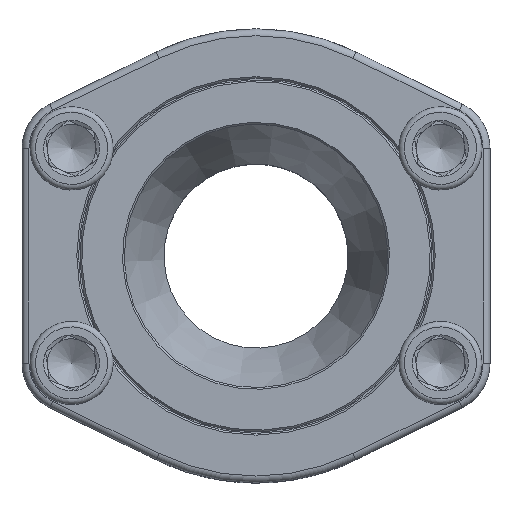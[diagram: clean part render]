
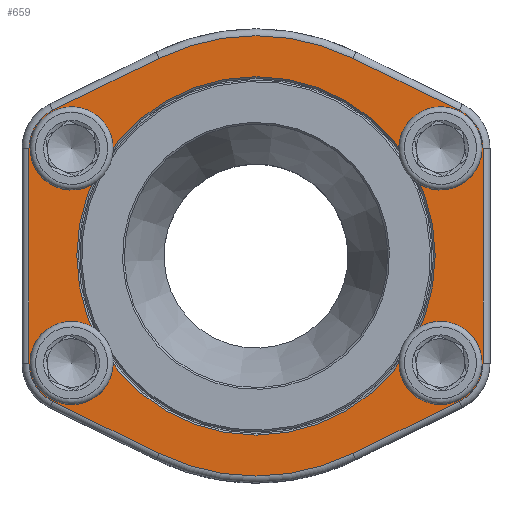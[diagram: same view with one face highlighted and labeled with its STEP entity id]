
A CAD part, top view. The second image highlights one B-rep face of the part: STEP entity #659.
In plain terms, the highlighted face is planar.
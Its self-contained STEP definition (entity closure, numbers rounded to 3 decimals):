
#229=LINE('',#3934,#289);
#230=LINE('',#3939,#290);
#231=LINE('',#3943,#291);
#232=LINE('',#3947,#292);
#233=LINE('',#3951,#293);
#234=LINE('',#3955,#294);
#289=VECTOR('',#3053,1.);
#290=VECTOR('',#3056,1.);
#291=VECTOR('',#3059,1.);
#292=VECTOR('',#3062,1.);
#293=VECTOR('',#3065,1.);
#294=VECTOR('',#3068,1.);
#536=FACE_BOUND('',#996,.T.);
#537=FACE_BOUND('',#997,.T.);
#538=FACE_BOUND('',#998,.T.);
#539=FACE_BOUND('',#999,.T.);
#540=FACE_BOUND('',#1000,.T.);
#541=FACE_BOUND('',#1001,.T.);
#659=ADVANCED_FACE('',(#536,#537,#538,#539,#540,#541),#769,.T.);
#769=PLANE('',#2510);
#996=EDGE_LOOP('',(#1386));
#997=EDGE_LOOP('',(#1387));
#998=EDGE_LOOP('',(#1388));
#999=EDGE_LOOP('',(#1389));
#1000=EDGE_LOOP('',(#1390,#1391,#1392,#1393,#1394,#1395,#1396,#1397,#1398,
#1399,#1400,#1401));
#1001=EDGE_LOOP('',(#1402));
#1386=ORIENTED_EDGE('',*,*,#2043,.T.);
#1387=ORIENTED_EDGE('',*,*,#2044,.T.);
#1388=ORIENTED_EDGE('',*,*,#2045,.T.);
#1389=ORIENTED_EDGE('',*,*,#2046,.T.);
#1390=ORIENTED_EDGE('',*,*,#2047,.T.);
#1391=ORIENTED_EDGE('',*,*,#2048,.T.);
#1392=ORIENTED_EDGE('',*,*,#2049,.T.);
#1393=ORIENTED_EDGE('',*,*,#2050,.T.);
#1394=ORIENTED_EDGE('',*,*,#2051,.T.);
#1395=ORIENTED_EDGE('',*,*,#2052,.T.);
#1396=ORIENTED_EDGE('',*,*,#2053,.T.);
#1397=ORIENTED_EDGE('',*,*,#2054,.T.);
#1398=ORIENTED_EDGE('',*,*,#2055,.T.);
#1399=ORIENTED_EDGE('',*,*,#2056,.T.);
#1400=ORIENTED_EDGE('',*,*,#2057,.T.);
#1401=ORIENTED_EDGE('',*,*,#2058,.T.);
#1402=ORIENTED_EDGE('',*,*,#2059,.T.);
#1812=VERTEX_POINT('',#3927);
#1813=VERTEX_POINT('',#3929);
#1814=VERTEX_POINT('',#3931);
#1815=VERTEX_POINT('',#3933);
#1816=VERTEX_POINT('',#3935);
#1817=VERTEX_POINT('',#3936);
#1818=VERTEX_POINT('',#3938);
#1819=VERTEX_POINT('',#3940);
#1820=VERTEX_POINT('',#3942);
#1821=VERTEX_POINT('',#3944);
#1822=VERTEX_POINT('',#3946);
#1823=VERTEX_POINT('',#3948);
#1824=VERTEX_POINT('',#3950);
#1825=VERTEX_POINT('',#3952);
#1826=VERTEX_POINT('',#3954);
#1827=VERTEX_POINT('',#3956);
#1828=VERTEX_POINT('',#3959);
#2043=EDGE_CURVE('',#1812,#1812,#2244,.T.);
#2044=EDGE_CURVE('',#1813,#1813,#2245,.T.);
#2045=EDGE_CURVE('',#1814,#1814,#2246,.T.);
#2046=EDGE_CURVE('',#1815,#1815,#2247,.T.);
#2047=EDGE_CURVE('',#1816,#1817,#229,.T.);
#2048=EDGE_CURVE('',#1817,#1818,#2248,.T.);
#2049=EDGE_CURVE('',#1818,#1819,#230,.T.);
#2050=EDGE_CURVE('',#1819,#1820,#2249,.T.);
#2051=EDGE_CURVE('',#1820,#1821,#231,.T.);
#2052=EDGE_CURVE('',#1821,#1822,#2250,.T.);
#2053=EDGE_CURVE('',#1822,#1823,#232,.T.);
#2054=EDGE_CURVE('',#1823,#1824,#2251,.T.);
#2055=EDGE_CURVE('',#1824,#1825,#233,.T.);
#2056=EDGE_CURVE('',#1825,#1826,#2252,.T.);
#2057=EDGE_CURVE('',#1826,#1827,#234,.T.);
#2058=EDGE_CURVE('',#1827,#1816,#2253,.T.);
#2059=EDGE_CURVE('',#1828,#1828,#2254,.T.);
#2244=CIRCLE('',#2499,9.);
#2245=CIRCLE('',#2500,9.);
#2246=CIRCLE('',#2501,9.);
#2247=CIRCLE('',#2502,9.);
#2248=CIRCLE('',#2503,12.3);
#2249=CIRCLE('',#2504,12.3);
#2250=CIRCLE('',#2505,63.5);
#2251=CIRCLE('',#2506,12.3);
#2252=CIRCLE('',#2507,12.3);
#2253=CIRCLE('',#2508,63.5);
#2254=CIRCLE('',#2509,51.7);
#2499=AXIS2_PLACEMENT_3D('',#3926,#3045,#3046);
#2500=AXIS2_PLACEMENT_3D('',#3928,#3047,#3048);
#2501=AXIS2_PLACEMENT_3D('',#3930,#3049,#3050);
#2502=AXIS2_PLACEMENT_3D('',#3932,#3051,#3052);
#2503=AXIS2_PLACEMENT_3D('',#3937,#3054,#3055);
#2504=AXIS2_PLACEMENT_3D('',#3941,#3057,#3058);
#2505=AXIS2_PLACEMENT_3D('',#3945,#3060,#3061);
#2506=AXIS2_PLACEMENT_3D('',#3949,#3063,#3064);
#2507=AXIS2_PLACEMENT_3D('',#3953,#3066,#3067);
#2508=AXIS2_PLACEMENT_3D('',#3957,#3069,#3070);
#2509=AXIS2_PLACEMENT_3D('',#3958,#3071,#3072);
#2510=AXIS2_PLACEMENT_3D('',#3960,#3073,#3074);
#3045=DIRECTION('',(0.,0.,1.));
#3046=DIRECTION('',(-1.,0.,0.));
#3047=DIRECTION('',(0.,0.,1.));
#3048=DIRECTION('',(-1.,0.,0.));
#3049=DIRECTION('',(0.,0.,1.));
#3050=DIRECTION('',(-1.,0.,0.));
#3051=DIRECTION('',(0.,0.,1.));
#3052=DIRECTION('',(-1.,0.,0.));
#3053=DIRECTION('',(-0.898,0.44,0.));
#3054=DIRECTION('',(0.,0.,-1.));
#3055=DIRECTION('',(-1.,0.,0.));
#3056=DIRECTION('',(0.,1.,0.));
#3057=DIRECTION('',(0.,0.,-1.));
#3058=DIRECTION('',(-1.,0.,0.));
#3059=DIRECTION('',(0.898,0.44,0.));
#3060=DIRECTION('',(0.,0.,-1.));
#3061=DIRECTION('',(-1.,0.,0.));
#3062=DIRECTION('',(0.898,-0.44,0.));
#3063=DIRECTION('',(0.,0.,-1.));
#3064=DIRECTION('',(-1.,0.,0.));
#3065=DIRECTION('',(0.,-1.,0.));
#3066=DIRECTION('',(0.,0.,-1.));
#3067=DIRECTION('',(-1.,0.,0.));
#3068=DIRECTION('',(-0.898,-0.44,0.));
#3069=DIRECTION('',(0.,0.,-1.));
#3070=DIRECTION('',(-1.,0.,0.));
#3071=DIRECTION('',(0.,0.,1.));
#3072=DIRECTION('',(-1.,0.,0.));
#3073=DIRECTION('',(0.,0.,-1.));
#3074=DIRECTION('',(-1.,0.,0.));
#3926=CARTESIAN_POINT('',(53.2,-30.95,0.));
#3927=CARTESIAN_POINT('',(44.2,-30.95,0.));
#3928=CARTESIAN_POINT('',(53.2,30.95,0.));
#3929=CARTESIAN_POINT('',(44.2,30.95,0.));
#3930=CARTESIAN_POINT('',(-53.2,30.95,0.));
#3931=CARTESIAN_POINT('',(-62.2,30.95,0.));
#3932=CARTESIAN_POINT('',(-53.2,-30.95,0.));
#3933=CARTESIAN_POINT('',(-62.2,-30.95,0.));
#3934=CARTESIAN_POINT('',(27.192,-84.034,0.));
#3935=CARTESIAN_POINT('',(-27.938,-57.024,0.));
#3936=CARTESIAN_POINT('',(-58.612,-41.996,0.));
#3937=CARTESIAN_POINT('',(-53.2,-30.95,0.));
#3938=CARTESIAN_POINT('',(-65.5,-30.95,0.));
#3939=CARTESIAN_POINT('',(-65.5,-30.95,0.));
#3940=CARTESIAN_POINT('',(-65.5,30.95,0.));
#3941=CARTESIAN_POINT('',(-53.2,30.95,0.));
#3942=CARTESIAN_POINT('',(-58.612,41.996,0.));
#3943=CARTESIAN_POINT('',(2.735,72.052,0.));
#3944=CARTESIAN_POINT('',(-27.938,57.024,0.));
#3945=CARTESIAN_POINT('',(0.,0.,0.));
#3946=CARTESIAN_POINT('',(27.938,57.024,0.));
#3947=CARTESIAN_POINT('',(83.068,30.013,0.));
#3948=CARTESIAN_POINT('',(58.612,41.996,0.));
#3949=CARTESIAN_POINT('',(53.2,30.95,0.));
#3950=CARTESIAN_POINT('',(65.5,30.95,0.));
#3951=CARTESIAN_POINT('',(65.5,-30.95,0.));
#3952=CARTESIAN_POINT('',(65.5,-30.95,0.));
#3953=CARTESIAN_POINT('',(53.2,-30.95,0.));
#3954=CARTESIAN_POINT('',(58.612,-41.996,0.));
#3955=CARTESIAN_POINT('',(58.612,-41.996,0.));
#3956=CARTESIAN_POINT('',(27.938,-57.024,0.));
#3957=CARTESIAN_POINT('',(0.,0.,0.));
#3958=CARTESIAN_POINT('',(0.,0.,0.));
#3959=CARTESIAN_POINT('',(-51.7,0.,0.));
#3960=CARTESIAN_POINT('',(53.2,-30.95,0.));
